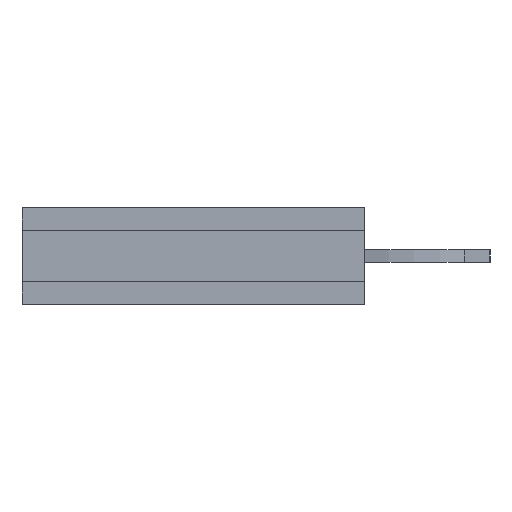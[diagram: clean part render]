
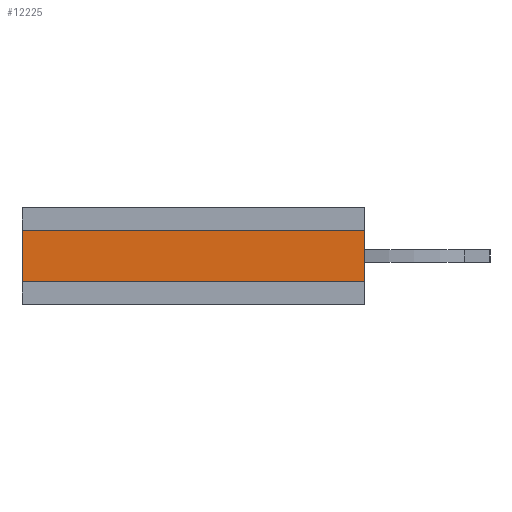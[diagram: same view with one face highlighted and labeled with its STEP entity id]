
A CAD part, left-side view. The second image highlights one B-rep face of the part: STEP entity #12225.
In plain terms, the highlighted planar face has unit normal (-1, 0, 0).
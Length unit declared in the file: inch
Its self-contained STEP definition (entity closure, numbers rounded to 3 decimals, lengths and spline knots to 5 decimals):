
#3551=ORIENTED_EDGE('',*,*,#5240,.T.);
#3552=ORIENTED_EDGE('',*,*,#5274,.F.);
#3553=ORIENTED_EDGE('',*,*,#5231,.F.);
#3554=ORIENTED_EDGE('',*,*,#5273,.T.);
#5231=EDGE_CURVE('',#6413,#6414,#8027,.T.);
#5240=EDGE_CURVE('',#6417,#6418,#8036,.T.);
#5273=EDGE_CURVE('',#6413,#6417,#8069,.T.);
#5274=EDGE_CURVE('',#6414,#6418,#8070,.T.);
#6413=VERTEX_POINT('',#19279);
#6414=VERTEX_POINT('',#19281);
#6417=VERTEX_POINT('',#19294);
#6418=VERTEX_POINT('',#19296);
#8027=LINE('',#19280,#9679);
#8036=LINE('',#19297,#9688);
#8069=LINE('',#19379,#9721);
#8070=LINE('',#19381,#9722);
#9679=VECTOR('',#15763,39.37008);
#9688=VECTOR('',#15778,39.37008);
#9721=VECTOR('',#15909,39.37008);
#9722=VECTOR('',#15912,39.37008);
#10385=EDGE_LOOP('',(#3551,#3552,#3553,#3554));
#11049=FACE_BOUND('',#10385,.T.);
#11621=PLANE('',#12920);
#12225=ADVANCED_FACE('',(#11049),#11621,.F.);
#12920=AXIS2_PLACEMENT_3D('',#19380,#15910,#15911);
#15763=DIRECTION('',(0.,0.,-1.));
#15778=DIRECTION('',(0.,0.,-1.));
#15909=DIRECTION('',(0.,1.,0.));
#15910=DIRECTION('',(1.,0.,0.));
#15911=DIRECTION('',(0.,0.,-1.));
#15912=DIRECTION('',(0.,1.,0.));
#19279=CARTESIAN_POINT('',(-0.806,-0.335,0.025));
#19280=CARTESIAN_POINT('',(-0.806,-0.335,0.025));
#19281=CARTESIAN_POINT('',(-0.806,-0.335,-0.025));
#19294=CARTESIAN_POINT('',(-0.806,0.,0.025));
#19296=CARTESIAN_POINT('',(-0.806,0.,-0.025));
#19297=CARTESIAN_POINT('',(-0.806,0.,0.025));
#19379=CARTESIAN_POINT('',(-0.806,-0.335,0.025));
#19380=CARTESIAN_POINT('',(-0.806,-0.335,0.025));
#19381=CARTESIAN_POINT('',(-0.806,-0.335,-0.025));
